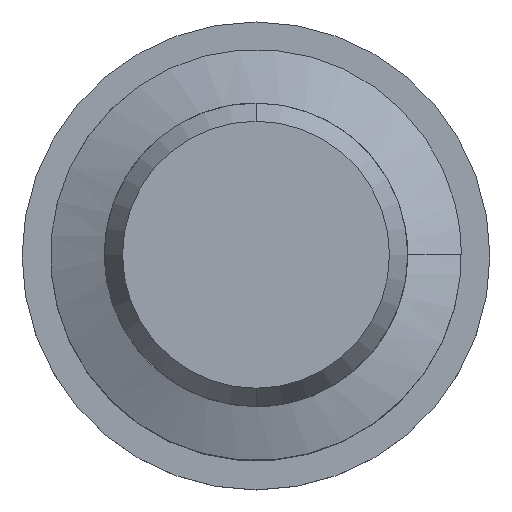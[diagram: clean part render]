
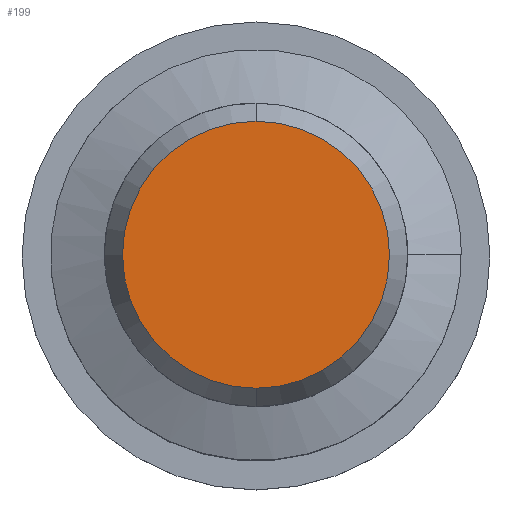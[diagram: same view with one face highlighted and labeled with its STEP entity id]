
A CAD part, top view. The second image highlights one B-rep face of the part: STEP entity #199.
In plain terms, the highlighted planar face has unit normal (0, 0, 1).
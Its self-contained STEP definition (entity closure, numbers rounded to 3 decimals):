
#14 = ORIENTED_EDGE ( 'NONE', *, *, #2421, .T. ) ;
#199 = ADVANCED_FACE ( 'NONE', ( #499 ), #1601, .F. ) ;
#260 = CARTESIAN_POINT ( 'NONE',  ( 0., 2.111, 0. ) ) ;
#499 = FACE_OUTER_BOUND ( 'NONE', #2450, .T. ) ;
#509 = ORIENTED_EDGE ( 'NONE', *, *, #1386, .T. ) ;
#564 = CIRCLE ( 'NONE', #660, 2.111 ) ;
#660 = AXIS2_PLACEMENT_3D ( 'NONE', #2255, #2026, #2483 ) ;
#743 = DIRECTION ( 'NONE',  ( 0., -1., 0. ) ) ;
#973 = DIRECTION ( 'NONE',  ( 0., 1., 0. ) ) ;
#977 = DIRECTION ( 'NONE',  ( 0., 0., 1. ) ) ;
#1110 = CARTESIAN_POINT ( 'NONE',  ( 0., -2.111, 0. ) ) ;
#1211 = CIRCLE ( 'NONE', #2020, 2.111 ) ;
#1297 = AXIS2_PLACEMENT_3D ( 'NONE', #2256, #2283, #973 ) ;
#1386 = EDGE_CURVE ( 'NONE', #2755, #2601, #564, .T. ) ;
#1601 = PLANE ( 'NONE',  #1297 ) ;
#2020 = AXIS2_PLACEMENT_3D ( 'NONE', #2046, #977, #743 ) ;
#2026 = DIRECTION ( 'NONE',  ( 0., 0., 1. ) ) ;
#2046 = CARTESIAN_POINT ( 'NONE',  ( 0., 0., 0. ) ) ;
#2255 = CARTESIAN_POINT ( 'NONE',  ( 0., 0., 0. ) ) ;
#2256 = CARTESIAN_POINT ( 'NONE',  ( 0., 2.111, 0. ) ) ;
#2283 = DIRECTION ( 'NONE',  ( 0., 0., -1. ) ) ;
#2421 = EDGE_CURVE ( 'NONE', #2601, #2755, #1211, .T. ) ;
#2450 = EDGE_LOOP ( 'NONE', ( #509, #14 ) ) ;
#2483 = DIRECTION ( 'NONE',  ( 0., -1., 0. ) ) ;
#2601 = VERTEX_POINT ( 'NONE', #1110 ) ;
#2755 = VERTEX_POINT ( 'NONE', #260 ) ;
